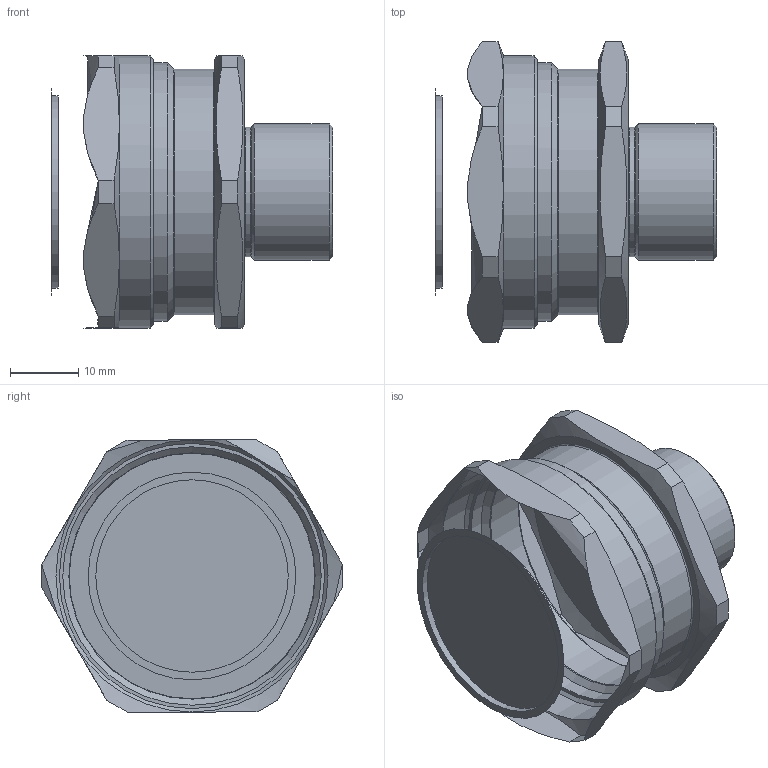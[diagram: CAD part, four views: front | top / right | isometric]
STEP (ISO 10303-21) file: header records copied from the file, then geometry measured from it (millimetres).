
FILE_DESCRIPTION(/* description */ (''),/* implementation_level */ '2;1');
FILE_NAME(/* name */ 'ZETARUS MTK-M20-T20.stp',/* time_stamp */ '2022-03-10T08:49:48+07:00',/* author */ ('zeta-09'),/* organization */ (''),/* preprocessor_version */ 'ST-DEVELOPER v18.1',/* originating_system */ 'Autodesk Inventor 2021',/* authorisation */ '');
FILE_SCHEMA (('AUTOMOTIVE_DESIGN { 1 0 10303 214 3 1 1 }'));
Length unit declared in the file: millimetre
Products named in the file (1): Деталь42
Bounding box: 41.35 x 44.19 x 40.01 mm (x, y, z)
Volume: 34182.2 mm3; surface area: 7817.6 mm2
Topology: 1 solids, 1 shells, 56 faces, 136 edges, 87 vertices
Faces by surface type: plane 31, cone 14, cylinder 7, torus 4
Full cylindrical faces by diameter (mm): 16.5 x1, 19 x1, 20 x1, 28.3 x1, 36.1 x1, 38 x1, 40 x1
Entity records: 1616 total; most frequent: CARTESIAN_POINT 394, ORIENTED_EDGE 272, DIRECTION 233, EDGE_CURVE 136, AXIS2_PLACEMENT_3D 97, VERTEX_POINT 87, EDGE_LOOP 61, FACE_OUTER_BOUND 56
